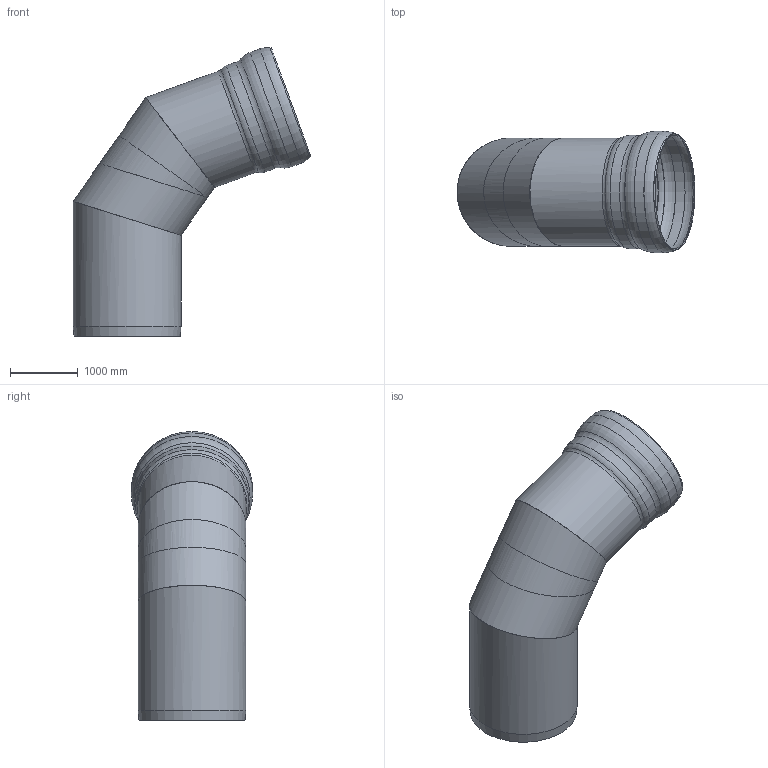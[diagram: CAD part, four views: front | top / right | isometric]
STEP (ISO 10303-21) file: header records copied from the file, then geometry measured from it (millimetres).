
FILE_DESCRIPTION(/* description */ (''),/* implementation_level */ '2;1');
FILE_NAME(/* name */ '4.310.150C_3D.stp',/* time_stamp */ '2024-12-11T08:59:20+01:00',/* author */ ('CAD'),/* organization */ (''),/* preprocessor_version */ 'ST-DEVELOPER v20',/* originating_system */ 'AutoCAD Mechanical',/* authorisation */ '');
FILE_SCHEMA (('AUTOMOTIVE_DESIGN { 1 0 10303 214 3 1 1 }'));
Length unit declared in the file: centimetre
Products named in the file (1): Product
Bounding box: 3501.66 x 1788 x 4252.92 mm (x, y, z)
Volume: 384555154.8 mm3; surface area: 51888918 mm2
Topology: 4 solids, 4 shells, 34 faces, 76 edges, 51 vertices
Faces by surface type: cylinder 12, torus 10, cone 6, plane 6
Full cylindrical faces by diameter (mm): 1560 x4, 1590 x4, 1638 x1, 1668 x1, 1758 x1, 1788 x1
Entity records: 1022 total; most frequent: DIRECTION 201, CARTESIAN_POINT 162, ORIENTED_EDGE 146, AXIS2_PLACEMENT_3D 90, EDGE_CURVE 73, CIRCLE 45, VERTEX_POINT 45, EDGE_LOOP 40
